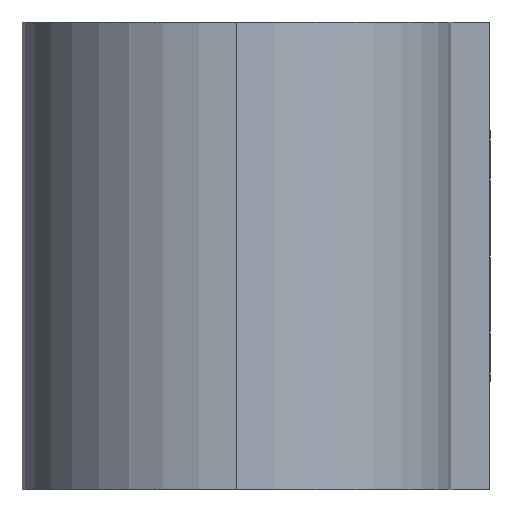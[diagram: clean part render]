
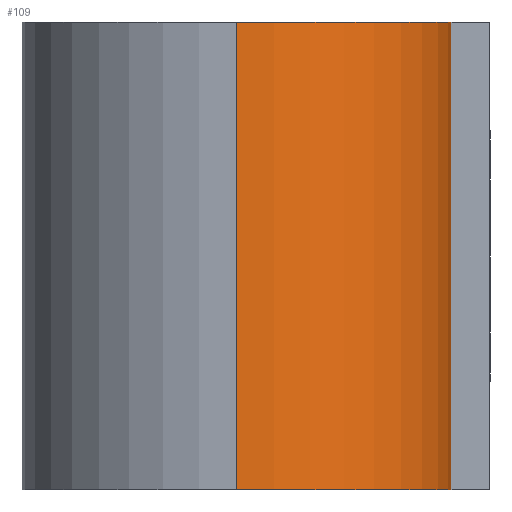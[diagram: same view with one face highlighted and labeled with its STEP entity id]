
A CAD part, left-side view. The second image highlights one B-rep face of the part: STEP entity #109.
In plain terms, the highlighted cylindrical face has radius 5.5 mm (diameter 11 mm), a partial arc.
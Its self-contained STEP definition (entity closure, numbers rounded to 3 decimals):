
#23 = EDGE_CURVE ( 'NONE', #651, #108, #674, .T. ) ;
#30 = FACE_OUTER_BOUND ( 'NONE', #638, .T. ) ;
#38 = DIRECTION ( 'NONE',  ( -1., 0., 0. ) ) ;
#57 = EDGE_CURVE ( 'NONE', #697, #830, #565, .T. ) ;
#69 = VECTOR ( 'NONE', #694, 1000. ) ;
#72 = ORIENTED_EDGE ( 'NONE', *, *, #146, .F. ) ;
#92 = AXIS2_PLACEMENT_3D ( 'NONE', #838, #375, #630 ) ;
#93 = DIRECTION ( 'NONE',  ( 0., 0., 1. ) ) ;
#108 = VERTEX_POINT ( 'NONE', #702 ) ;
#109 = ADVANCED_FACE ( 'NONE', ( #30 ), #491, .T. ) ;
#115 = VECTOR ( 'NONE', #200, 1000. ) ;
#135 = CARTESIAN_POINT ( 'NONE',  ( 0., -0.5, 6. ) ) ;
#146 = EDGE_CURVE ( 'NONE', #651, #697, #762, .T. ) ;
#166 = CIRCLE ( 'NONE', #656, 5.5 ) ;
#169 = CARTESIAN_POINT ( 'NONE',  ( 0., 5., 6. ) ) ;
#200 = DIRECTION ( 'NONE',  ( 0., 0., -1. ) ) ;
#300 = CARTESIAN_POINT ( 'NONE',  ( 0., -0.5, 6. ) ) ;
#351 = CARTESIAN_POINT ( 'NONE',  ( -5.5, 5., 6. ) ) ;
#375 = DIRECTION ( 'NONE',  ( 0., 0., 1. ) ) ;
#438 = DIRECTION ( 'NONE',  ( 0., 0., -1. ) ) ;
#448 = CARTESIAN_POINT ( 'NONE',  ( -5.5, 5., 6. ) ) ;
#476 = ORIENTED_EDGE ( 'NONE', *, *, #57, .F. ) ;
#491 = CYLINDRICAL_SURFACE ( 'NONE', #530, 5.5 ) ;
#496 = CARTESIAN_POINT ( 'NONE',  ( 0., 5., -6. ) ) ;
#512 = EDGE_CURVE ( 'NONE', #108, #830, #166, .T. ) ;
#529 = ORIENTED_EDGE ( 'NONE', *, *, #23, .T. ) ;
#530 = AXIS2_PLACEMENT_3D ( 'NONE', #169, #438, #38 ) ;
#565 = LINE ( 'NONE', #300, #69 ) ;
#630 = DIRECTION ( 'NONE',  ( -1., 0., 0. ) ) ;
#638 = EDGE_LOOP ( 'NONE', ( #72, #529, #754, #476 ) ) ;
#651 = VERTEX_POINT ( 'NONE', #448 ) ;
#656 = AXIS2_PLACEMENT_3D ( 'NONE', #496, #93, #698 ) ;
#674 = LINE ( 'NONE', #351, #115 ) ;
#694 = DIRECTION ( 'NONE',  ( 0., 0., -1. ) ) ;
#697 = VERTEX_POINT ( 'NONE', #135 ) ;
#698 = DIRECTION ( 'NONE',  ( -1., 0., 0. ) ) ;
#702 = CARTESIAN_POINT ( 'NONE',  ( -5.5, 5., -6. ) ) ;
#742 = CARTESIAN_POINT ( 'NONE',  ( 0., -0.5, -6. ) ) ;
#754 = ORIENTED_EDGE ( 'NONE', *, *, #512, .T. ) ;
#762 = CIRCLE ( 'NONE', #92, 5.5 ) ;
#830 = VERTEX_POINT ( 'NONE', #742 ) ;
#838 = CARTESIAN_POINT ( 'NONE',  ( 0., 5., 6. ) ) ;
